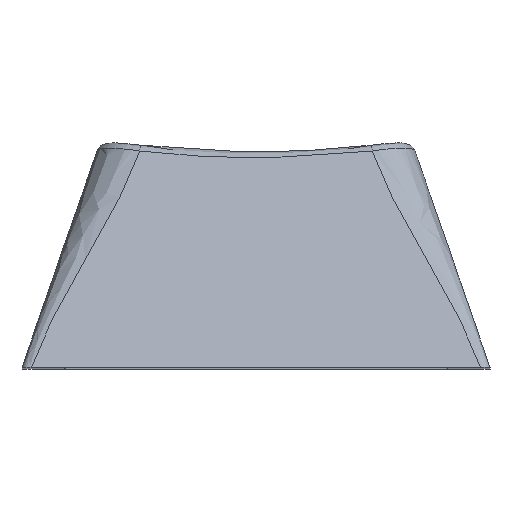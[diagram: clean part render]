
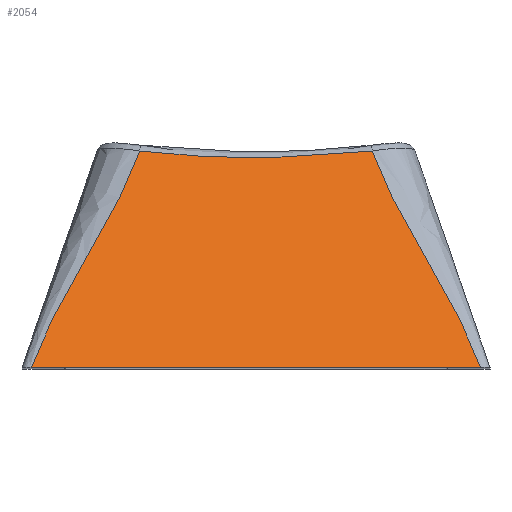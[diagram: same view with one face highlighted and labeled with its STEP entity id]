
A CAD part, top view. The second image highlights one B-rep face of the part: STEP entity #2054.
In plain terms, the highlighted planar face has unit normal (0, 0.424, 0.906).
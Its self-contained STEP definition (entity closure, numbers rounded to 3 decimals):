
#1877=VERTEX_POINT('',#1878);
#1878=CARTESIAN_POINT('',(17.635,0.0,0.0));
#1890=EDGE_CURVE('',#1877,#1891,#1893,.F.);
#1891=VERTEX_POINT('',#1892);
#1892=CARTESIAN_POINT('',(0.365,0.0,0.0));
#1893=LINE('',#1894,#1895);
#1894=CARTESIAN_POINT('',(0.0,0.0,0.0));
#1895=VECTOR('',#1896,1.0);
#1896=DIRECTION('',(1.0,0.0,0.0));
#2054=ADVANCED_FACE('',(#2055),#2113,.T.);
#2055=FACE_BOUND('',#2056,.T.);
#2056=EDGE_LOOP('',(#2057,#2081,#2090,#2112));
#2057=ORIENTED_EDGE('',*,*,#2058,.T.);
#2058=EDGE_CURVE('',#1877,#2059,#2061,.T.);
#2059=VERTEX_POINT('',#2060);
#2060=CARTESIAN_POINT('',(13.474,8.329,-3.898));
#2061=B_SPLINE_CURVE_WITH_KNOTS('',2,(#2062,#2063,#2064,#2065,#2066,#2067,#2068,#2069,#2070,#2071,#2072,#2073,#2074,#2075,#2076,#2077,#2078,#2079,#2080),.UNSPECIFIED.,.F.,.U.,(3,2,2,2,2,2,2,2,2,3),(0.0,0.125,0.25,0.375,0.5,0.625,0.75,0.875,0.938,1.0),.UNSPECIFIED.);
#2062=CARTESIAN_POINT('',(17.635,0.,0.));
#2063=CARTESIAN_POINT('',(17.451,0.525,-0.246));
#2064=CARTESIAN_POINT('',(17.194,1.097,-0.513));
#2065=CARTESIAN_POINT('',(16.968,1.602,-0.75));
#2066=CARTESIAN_POINT('',(16.671,2.171,-1.016));
#2067=CARTESIAN_POINT('',(16.426,2.641,-1.236));
#2068=CARTESIAN_POINT('',(16.094,3.23,-1.512));
#2069=CARTESIAN_POINT('',(15.914,3.549,-1.661));
#2070=CARTESIAN_POINT('',(15.49,4.281,-2.004));
#2071=CARTESIAN_POINT('',(15.098,4.959,-2.321));
#2072=CARTESIAN_POINT('',(14.889,5.333,-2.496));
#2073=CARTESIAN_POINT('',(14.562,5.917,-2.769));
#2074=CARTESIAN_POINT('',(14.319,6.394,-2.993));
#2075=CARTESIAN_POINT('',(14.028,6.963,-3.259));
#2076=CARTESIAN_POINT('',(13.809,7.472,-3.497));
#2077=CARTESIAN_POINT('',(13.689,7.751,-3.628));
#2078=CARTESIAN_POINT('',(13.587,8.02,-3.754));
#2079=CARTESIAN_POINT('',(13.516,8.207,-3.841));
#2080=CARTESIAN_POINT('',(13.388,8.575,-4.013));
#2081=ORIENTED_EDGE('',*,*,#2082,.T.);
#2082=EDGE_CURVE('',#2059,#2083,#2085,.T.);
#2083=VERTEX_POINT('',#2084);
#2084=CARTESIAN_POINT('',(4.526,8.329,-3.898));
#2085=ELLIPSE('',#2086,39.058,36.65);
#2086=AXIS2_PLACEMENT_3D('',#2087,#2088,#2089);
#2087=CARTESIAN_POINT('',(9.0,43.44,-20.332));
#2088=DIRECTION('',(0.0,-0.424,-0.906));
#2089=DIRECTION('',(0.0,-0.906,0.424));
#2090=ORIENTED_EDGE('',*,*,#2091,.T.);
#2091=EDGE_CURVE('',#2083,#1891,#2092,.T.);
#2092=B_SPLINE_CURVE_WITH_KNOTS('',2,(#2093,#2094,#2095,#2096,#2097,#2098,#2099,#2100,#2101,#2102,#2103,#2104,#2105,#2106,#2107,#2108,#2109,#2110,#2111),.UNSPECIFIED.,.F.,.U.,(3,2,2,2,2,2,2,2,2,3),(0.0,0.063,0.125,0.25,0.375,0.5,0.625,0.75,0.875,1.0),.UNSPECIFIED.);
#2093=CARTESIAN_POINT('',(4.612,8.575,-4.013));
#2094=CARTESIAN_POINT('',(4.485,8.207,-3.841));
#2095=CARTESIAN_POINT('',(4.413,8.02,-3.754));
#2096=CARTESIAN_POINT('',(4.311,7.752,-3.628));
#2097=CARTESIAN_POINT('',(4.191,7.472,-3.497));
#2098=CARTESIAN_POINT('',(3.972,6.964,-3.259));
#2099=CARTESIAN_POINT('',(3.681,6.394,-2.993));
#2100=CARTESIAN_POINT('',(3.438,5.917,-2.77));
#2101=CARTESIAN_POINT('',(3.111,5.333,-2.496));
#2102=CARTESIAN_POINT('',(2.902,4.96,-2.321));
#2103=CARTESIAN_POINT('',(2.51,4.281,-2.004));
#2104=CARTESIAN_POINT('',(2.087,3.549,-1.661));
#2105=CARTESIAN_POINT('',(1.906,3.23,-1.512));
#2106=CARTESIAN_POINT('',(1.574,2.642,-1.236));
#2107=CARTESIAN_POINT('',(1.329,2.171,-1.016));
#2108=CARTESIAN_POINT('',(1.033,1.603,-0.75));
#2109=CARTESIAN_POINT('',(0.806,1.097,-0.513));
#2110=CARTESIAN_POINT('',(0.549,0.525,-0.246));
#2111=CARTESIAN_POINT('',(0.365,0.,0.));
#2112=ORIENTED_EDGE('',*,*,#1890,.F.);
#2113=PLANE('',#2114);
#2114=AXIS2_PLACEMENT_3D('',#2115,#2116,#2117);
#2115=CARTESIAN_POINT('',(0.,0.,0.));
#2116=DIRECTION('',(0.0,0.424,0.906));
#2117=DIRECTION('',(0.0,-0.906,0.424));
